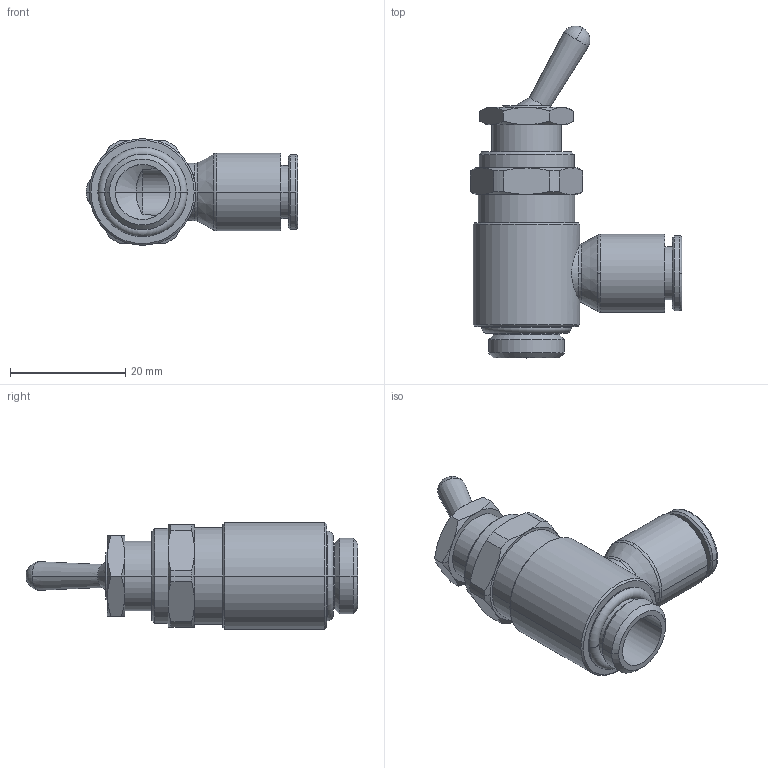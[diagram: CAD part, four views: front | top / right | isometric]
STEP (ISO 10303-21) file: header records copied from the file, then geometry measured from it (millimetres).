
FILE_DESCRIPTION(('STEP AP214'),'1');
FILE_NAME('7800_08_13.stp','2016-07-07T14:55:19',('TraceParts'),('TraceParts S.A.'),'Spatial InterOp 3D',' ',' ');
FILE_SCHEMA(('automotive_design'));
Length unit declared in the file: millimetre
Products named in the file (2): 1; 2
Bounding box: 36.65 x 57.58 x 18.5 mm (x, y, z)
Volume: 10017.3 mm3; surface area: 5609.8 mm2
Topology: 2 solids, 2 shells, 148 faces, 340 edges, 208 vertices
Faces by surface type: cone 62, cylinder 38, plane 30, torus 18
Entity records: 4592 total; most frequent: CARTESIAN_POINT 1223, DIRECTION 766, ORIENTED_EDGE 680, AXIS2_PLACEMENT_3D 341, EDGE_CURVE 340, VERTEX_POINT 208, CIRCLE 185, EDGE_LOOP 164
